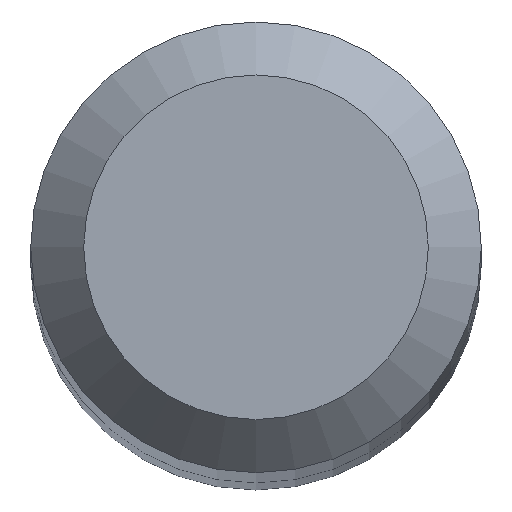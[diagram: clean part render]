
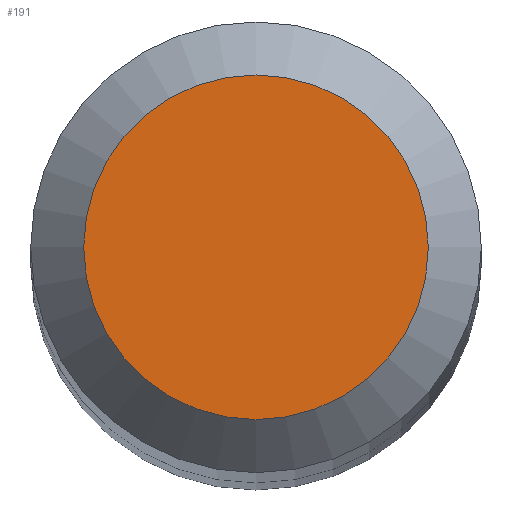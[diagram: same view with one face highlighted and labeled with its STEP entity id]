
A CAD part, top view. The second image highlights one B-rep face of the part: STEP entity #191.
In plain terms, the highlighted planar face has unit normal (0, 0, 1).
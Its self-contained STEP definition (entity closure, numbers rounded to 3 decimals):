
#1 = DIRECTION ( 'NONE',  ( 0., 0., -1. ) ) ;
#2 = FACE_OUTER_BOUND ( 'NONE', #171, .T. ) ;
#13 = DIRECTION ( 'NONE',  ( 0., 0., -1. ) ) ;
#46 = CARTESIAN_POINT ( 'NONE',  ( 0., 0., 38. ) ) ;
#59 = AXIS2_PLACEMENT_3D ( 'NONE', #46, #1, #172 ) ;
#69 = EDGE_CURVE ( 'NONE', #158, #158, #155, .T. ) ;
#111 = CARTESIAN_POINT ( 'NONE',  ( 0., 0.65, 38. ) ) ;
#112 = DIRECTION ( 'NONE',  ( 0., 1., 0. ) ) ;
#155 = CIRCLE ( 'NONE', #176, 0.65 ) ;
#158 = VERTEX_POINT ( 'NONE', #111 ) ;
#169 = ORIENTED_EDGE ( 'NONE', *, *, #69, .F. ) ;
#171 = EDGE_LOOP ( 'NONE', ( #169 ) ) ;
#172 = DIRECTION ( 'NONE',  ( 0., 1., 0. ) ) ;
#176 = AXIS2_PLACEMENT_3D ( 'NONE', #187, #13, #112 ) ;
#187 = CARTESIAN_POINT ( 'NONE',  ( 0., 0., 38. ) ) ;
#191 = ADVANCED_FACE ( 'NONE', ( #2 ), #200, .F. ) ;
#200 = PLANE ( 'NONE',  #59 ) ;
